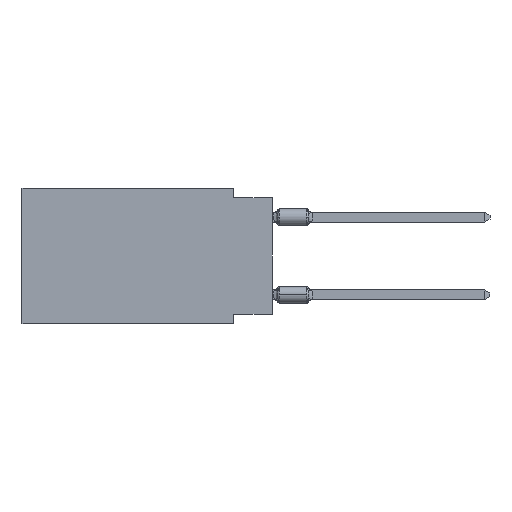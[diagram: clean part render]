
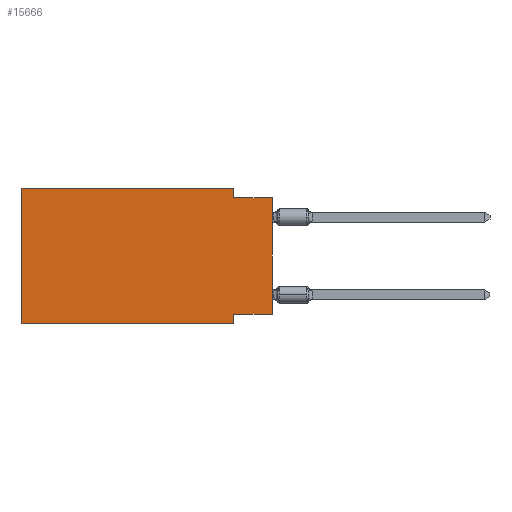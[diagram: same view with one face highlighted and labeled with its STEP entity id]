
A CAD part, left-side view. The second image highlights one B-rep face of the part: STEP entity #15666.
In plain terms, the highlighted planar face has unit normal (-1, 0, 0).
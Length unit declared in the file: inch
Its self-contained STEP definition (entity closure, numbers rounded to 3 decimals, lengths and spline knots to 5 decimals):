
#288 = DIRECTION ( 'NONE',  ( 0., 0., 1. ) ) ;
#716 = LINE ( 'NONE', #9815, #26138 ) ;
#1112 = EDGE_CURVE ( 'NONE', #27863, #2385, #3665, .T. ) ;
#1346 = ORIENTED_EDGE ( 'NONE', *, *, #17653, .F. ) ;
#1557 = LINE ( 'NONE', #13336, #18433 ) ;
#2018 = ORIENTED_EDGE ( 'NONE', *, *, #18945, .F. ) ;
#2141 = CARTESIAN_POINT ( 'NONE',  ( 0., 0.645, 0. ) ) ;
#2385 = VERTEX_POINT ( 'NONE', #13929 ) ;
#2640 = CARTESIAN_POINT ( 'NONE',  ( 0., 0.1, -0.35 ) ) ;
#3481 = VERTEX_POINT ( 'NONE', #15180 ) ;
#3665 = LINE ( 'NONE', #16804, #17771 ) ;
#3863 = DIRECTION ( 'NONE',  ( 0., 0., 1. ) ) ;
#4114 = CARTESIAN_POINT ( 'NONE',  ( 0., 0.645, -0.35 ) ) ;
#6482 = PLANE ( 'NONE',  #6905 ) ;
#6629 = FACE_OUTER_BOUND ( 'NONE', #23967, .T. ) ;
#6905 = AXIS2_PLACEMENT_3D ( 'NONE', #2141, #15733, #24505 ) ;
#7537 = LINE ( 'NONE', #21246, #24159 ) ;
#8422 = DIRECTION ( 'NONE',  ( 0., 0., -1. ) ) ;
#8954 = LINE ( 'NONE', #11611, #19760 ) ;
#9815 = CARTESIAN_POINT ( 'NONE',  ( 0., 0.645, -0.35 ) ) ;
#9827 = EDGE_CURVE ( 'NONE', #2385, #22387, #23388, .T. ) ;
#10178 = VERTEX_POINT ( 'NONE', #14428 ) ;
#10646 = CARTESIAN_POINT ( 'NONE',  ( 0., 0.645, 0. ) ) ;
#10805 = LINE ( 'NONE', #10646, #21726 ) ;
#11020 = ORIENTED_EDGE ( 'NONE', *, *, #14857, .F. ) ;
#11611 = CARTESIAN_POINT ( 'NONE',  ( 0., 0.645, 0. ) ) ;
#12865 = VERTEX_POINT ( 'NONE', #4114 ) ;
#12909 = ORIENTED_EDGE ( 'NONE', *, *, #27413, .T. ) ;
#13336 = CARTESIAN_POINT ( 'NONE',  ( 0., 0.1, 0. ) ) ;
#13929 = CARTESIAN_POINT ( 'NONE',  ( 0., 0.1, -0.325 ) ) ;
#14428 = CARTESIAN_POINT ( 'NONE',  ( 0., 0.645, 0. ) ) ;
#14857 = EDGE_CURVE ( 'NONE', #12865, #10178, #8954, .T. ) ;
#15076 = CARTESIAN_POINT ( 'NONE',  ( 0., 0., 0. ) ) ;
#15180 = CARTESIAN_POINT ( 'NONE',  ( 0., 0., -0.025 ) ) ;
#15666 = ADVANCED_FACE ( 'NONE', ( #6629 ), #6482, .F. ) ;
#15733 = DIRECTION ( 'NONE',  ( 1., 0., 0. ) ) ;
#16641 = DIRECTION ( 'NONE',  ( 0., -1., 0. ) ) ;
#16804 = CARTESIAN_POINT ( 'NONE',  ( 0., 0., -0.325 ) ) ;
#16867 = DIRECTION ( 'NONE',  ( 0., 0., -1. ) ) ;
#17255 = CARTESIAN_POINT ( 'NONE',  ( 0., 0., -0.325 ) ) ;
#17653 = EDGE_CURVE ( 'NONE', #10178, #26259, #10805, .T. ) ;
#17771 = VECTOR ( 'NONE', #23934, 39.37008 ) ;
#18433 = VECTOR ( 'NONE', #8422, 39.37008 ) ;
#18903 = DIRECTION ( 'NONE',  ( 0., -1., 0. ) ) ;
#18945 = EDGE_CURVE ( 'NONE', #26259, #21002, #1557, .T. ) ;
#19760 = VECTOR ( 'NONE', #288, 39.37008 ) ;
#19890 = DIRECTION ( 'NONE',  ( 0., -1., 0. ) ) ;
#21002 = VERTEX_POINT ( 'NONE', #21008 ) ;
#21008 = CARTESIAN_POINT ( 'NONE',  ( 0., 0.1, -0.025 ) ) ;
#21246 = CARTESIAN_POINT ( 'NONE',  ( 0., 0., -0.025 ) ) ;
#21331 = CARTESIAN_POINT ( 'NONE',  ( 0., 0.1, -0.35 ) ) ;
#21463 = LINE ( 'NONE', #15076, #22278 ) ;
#21473 = ORIENTED_EDGE ( 'NONE', *, *, #29152, .T. ) ;
#21633 = EDGE_CURVE ( 'NONE', #21002, #3481, #7537, .T. ) ;
#21726 = VECTOR ( 'NONE', #19890, 39.37008 ) ;
#22278 = VECTOR ( 'NONE', #3863, 39.37008 ) ;
#22387 = VERTEX_POINT ( 'NONE', #2640 ) ;
#23388 = LINE ( 'NONE', #21331, #23990 ) ;
#23835 = ORIENTED_EDGE ( 'NONE', *, *, #1112, .F. ) ;
#23934 = DIRECTION ( 'NONE',  ( 0., 1., 0. ) ) ;
#23967 = EDGE_LOOP ( 'NONE', ( #12909, #26348, #2018, #1346, #11020, #21473, #25939, #23835 ) ) ;
#23990 = VECTOR ( 'NONE', #16867, 39.37008 ) ;
#24159 = VECTOR ( 'NONE', #16641, 39.37008 ) ;
#24505 = DIRECTION ( 'NONE',  ( 0., 0., -1. ) ) ;
#25939 = ORIENTED_EDGE ( 'NONE', *, *, #9827, .F. ) ;
#26138 = VECTOR ( 'NONE', #18903, 39.37008 ) ;
#26259 = VERTEX_POINT ( 'NONE', #27110 ) ;
#26348 = ORIENTED_EDGE ( 'NONE', *, *, #21633, .F. ) ;
#27110 = CARTESIAN_POINT ( 'NONE',  ( 0., 0.1, 0. ) ) ;
#27413 = EDGE_CURVE ( 'NONE', #27863, #3481, #21463, .T. ) ;
#27863 = VERTEX_POINT ( 'NONE', #17255 ) ;
#29152 = EDGE_CURVE ( 'NONE', #12865, #22387, #716, .T. ) ;
